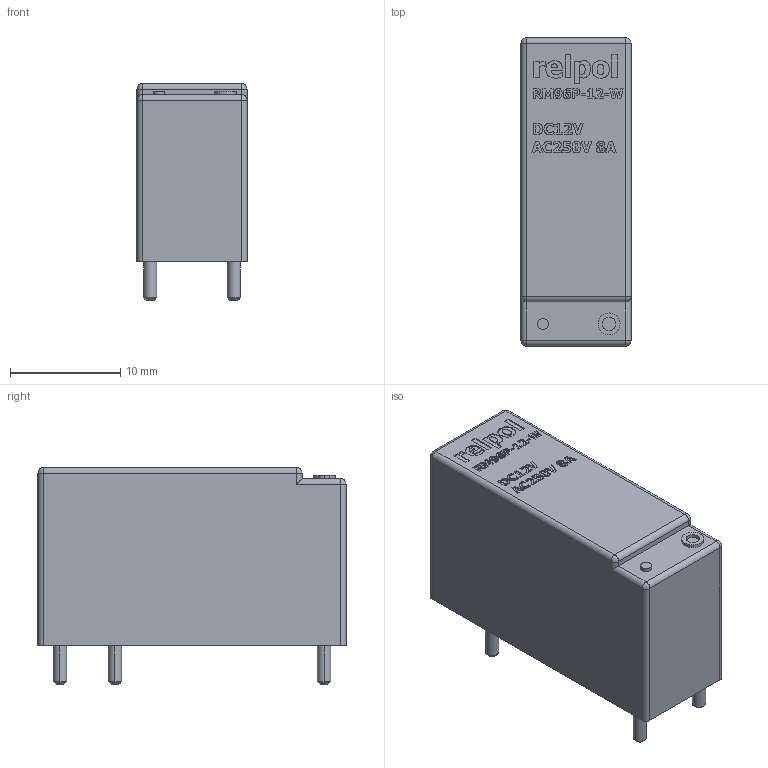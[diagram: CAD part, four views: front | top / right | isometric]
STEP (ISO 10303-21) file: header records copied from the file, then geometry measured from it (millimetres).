
FILE_DESCRIPTION (( 'STEP AP214' ), '1' );
FILE_NAME ('User Library-RM96-1011-35-1012.STEP', '2016-02-09T12:16:49', ( 'Windows User' ), ( '' ), 'SwSTEP 2.0', 'SolidWorks 2016', '' );
FILE_SCHEMA (( 'AUTOMOTIVE_DESIGN' ));
Length unit declared in the file: millimetre
Products named in the file (1): User Library-RM96-1011-35-1012
Bounding box: 10 x 28 x 19.7 mm (x, y, z)
Volume: 4502.5 mm3; surface area: 1818.7 mm2
Topology: 1 solids, 1 shells, 487 faces, 1286 edges, 844 vertices
Faces by surface type: plane 238, bspline 214, cylinder 27, cone 8
Entity records: 21413 total; most frequent: CARTESIAN_POINT 5412, ORIENTED_EDGE 2560, DIRECTION 1468, EDGE_CURVE 1280, VERTEX_POINT 844, LINE 804, VECTOR 804, EDGE_LOOP 536
